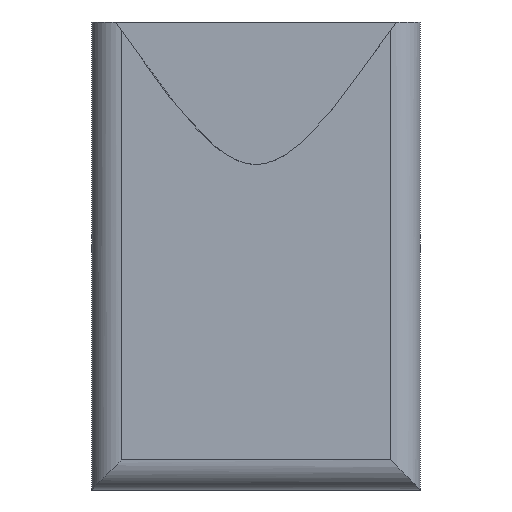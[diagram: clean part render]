
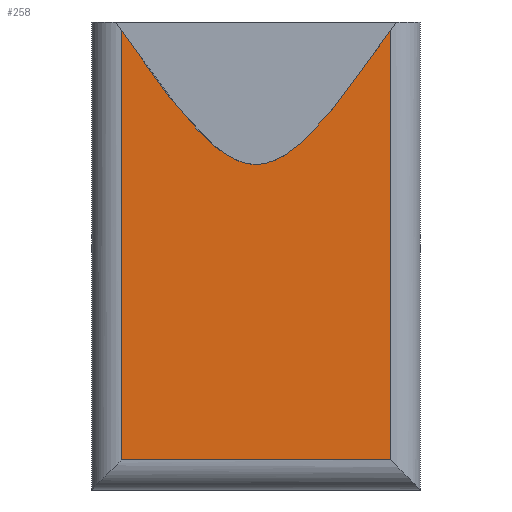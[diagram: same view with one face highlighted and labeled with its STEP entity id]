
A CAD part, front view. The second image highlights one B-rep face of the part: STEP entity #258.
In plain terms, the highlighted planar face has unit normal (0, -1, 0).
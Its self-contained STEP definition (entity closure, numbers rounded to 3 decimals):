
#15=(
BOUNDED_CURVE()
B_SPLINE_CURVE(2,(#667,#668,#669),.UNSPECIFIED.,.F.,.F.)
B_SPLINE_CURVE_WITH_KNOTS((3,3),(-5.922,-0.06),
 .UNSPECIFIED.)
CURVE()
GEOMETRIC_REPRESENTATION_ITEM()
RATIONAL_B_SPLINE_CURVE((1.024,2.172,1.024))
REPRESENTATION_ITEM('')
);
#22=PLANE('',#290);
#37=FACE_OUTER_BOUND('',#52,.T.);
#52=EDGE_LOOP('',(#222,#223,#224,#225));
#66=LINE('',#386,#93);
#67=LINE('',#391,#94);
#69=LINE('',#409,#96);
#93=VECTOR('',#303,10.);
#94=VECTOR('',#308,10.);
#96=VECTOR('',#316,10.);
#122=VERTEX_POINT('',#368);
#123=VERTEX_POINT('',#385);
#124=VERTEX_POINT('',#389);
#125=VERTEX_POINT('',#390);
#144=EDGE_CURVE('',#122,#123,#66,.T.);
#146=EDGE_CURVE('',#124,#125,#67,.T.);
#151=EDGE_CURVE('',#123,#124,#69,.T.);
#163=EDGE_CURVE('',#122,#125,#15,.T.);
#222=ORIENTED_EDGE('',*,*,#144,.F.);
#223=ORIENTED_EDGE('',*,*,#163,.T.);
#224=ORIENTED_EDGE('',*,*,#146,.F.);
#225=ORIENTED_EDGE('',*,*,#151,.F.);
#258=ADVANCED_FACE('',(#37),#22,.T.);
#290=AXIS2_PLACEMENT_3D('',#683,#344,#345);
#303=DIRECTION('',(0.,0.,-1.));
#308=DIRECTION('',(0.,0.,1.));
#316=DIRECTION('',(-1.,0.,0.));
#344=DIRECTION('center_axis',(0.,-1.,0.));
#345=DIRECTION('ref_axis',(1.,0.,0.));
#368=CARTESIAN_POINT('',(-0.9,-3.6,63.678));
#385=CARTESIAN_POINT('',(-0.9,-3.6,-0.5));
#386=CARTESIAN_POINT('',(-0.9,-3.6,0.));
#389=CARTESIAN_POINT('',(-41.1,-3.6,-0.5));
#390=CARTESIAN_POINT('',(-41.1,-3.6,63.678));
#391=CARTESIAN_POINT('',(-41.1,-3.6,0.));
#409=CARTESIAN_POINT('',(-33.3,-3.6,-0.5));
#667=CARTESIAN_POINT('Ctrl Pts',(-0.9,-3.6,63.678));
#668=CARTESIAN_POINT('Ctrl Pts',(-21.,-3.6,34.284));
#669=CARTESIAN_POINT('Ctrl Pts',(-41.1,-3.6,63.678));
#683=CARTESIAN_POINT('Origin',(-45.6,-3.6,0.));
